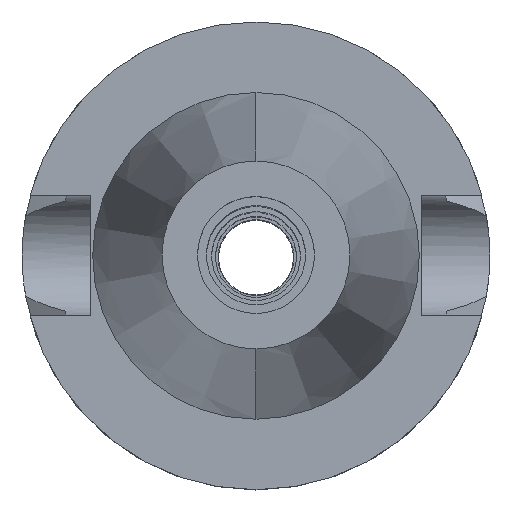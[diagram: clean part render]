
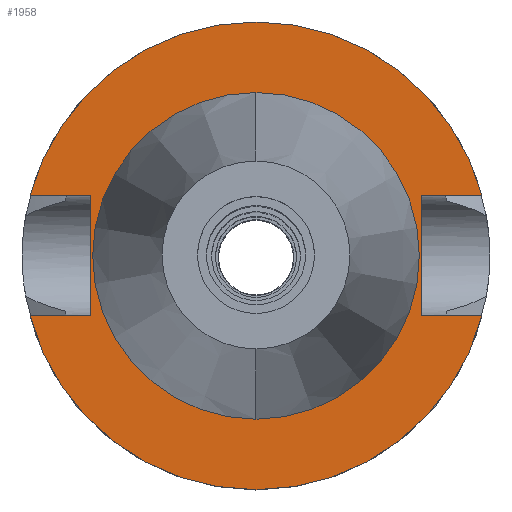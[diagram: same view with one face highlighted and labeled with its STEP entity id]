
A CAD part, top view. The second image highlights one B-rep face of the part: STEP entity #1958.
In plain terms, the highlighted planar face has unit normal (0, 0, 1).
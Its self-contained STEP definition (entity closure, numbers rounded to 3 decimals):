
#734=DIRECTION('',(1.,0.,0.));
#735=VECTOR('',#734,12.921);
#736=CARTESIAN_POINT('',(35.4,12.85,-1.5));
#737=LINE('',#736,#735);
#781=DIRECTION('',(0.,1.,0.));
#782=VECTOR('',#781,25.7);
#783=CARTESIAN_POINT('',(-35.4,-12.85,-1.5));
#784=LINE('',#783,#782);
#788=DIRECTION('',(-1.,0.,0.));
#789=VECTOR('',#788,12.921);
#790=CARTESIAN_POINT('',(-35.4,12.85,-1.5));
#791=LINE('',#790,#789);
#795=CARTESIAN_POINT('',(0.,0.,-1.5));
#796=DIRECTION('',(0.,0.,-1.));
#797=DIRECTION('',(-0.966,0.257,0.));
#798=AXIS2_PLACEMENT_3D('',#795,#796,#797);
#803=CARTESIAN_POINT('',(0.,0.,-1.5));
#804=DIRECTION('',(0.,0.,-1.));
#805=DIRECTION('',(0.,1.,0.));
#806=AXIS2_PLACEMENT_3D('',#803,#804,#805);
#811=DIRECTION('',(0.,-1.,0.));
#812=VECTOR('',#811,25.7);
#813=CARTESIAN_POINT('',(35.4,12.85,-1.5));
#814=LINE('',#813,#812);
#818=DIRECTION('',(1.,0.,0.));
#819=VECTOR('',#818,12.921);
#820=CARTESIAN_POINT('',(35.4,-12.85,-1.5));
#821=LINE('',#820,#819);
#825=CARTESIAN_POINT('',(0.,0.,-1.5));
#826=DIRECTION('',(0.,0.,-1.));
#827=DIRECTION('',(0.966,-0.257,0.));
#828=AXIS2_PLACEMENT_3D('',#825,#826,#827);
#833=CARTESIAN_POINT('',(0.,0.,-1.5));
#834=DIRECTION('',(0.,0.,-1.));
#835=DIRECTION('',(0.,-1.,0.));
#836=AXIS2_PLACEMENT_3D('',#833,#834,#835);
#841=CARTESIAN_POINT('',(0.,0.,-1.5));
#842=DIRECTION('',(0.,0.,1.));
#843=DIRECTION('',(0.,-1.,0.));
#844=AXIS2_PLACEMENT_3D('',#841,#842,#843);
#849=CARTESIAN_POINT('',(0.,0.,-1.5));
#850=DIRECTION('',(0.,0.,1.));
#851=DIRECTION('',(0.,1.,0.));
#852=AXIS2_PLACEMENT_3D('',#849,#850,#851);
#887=DIRECTION('',(-1.,0.,0.));
#888=VECTOR('',#887,12.921);
#889=CARTESIAN_POINT('',(-35.4,-12.85,-1.5));
#890=LINE('',#889,#888);
#1257=CARTESIAN_POINT('',(-35.4,-12.85,-1.5));
#1258=VERTEX_POINT('',#1257);
#1259=CARTESIAN_POINT('',(-48.321,-12.85,-1.5));
#1260=VERTEX_POINT('',#1259);
#1263=CARTESIAN_POINT('',(-35.4,12.85,-1.5));
#1264=VERTEX_POINT('',#1263);
#1265=CARTESIAN_POINT('',(-48.321,12.85,-1.5));
#1266=VERTEX_POINT('',#1265);
#1267=CARTESIAN_POINT('',(0.,50.,-1.5));
#1268=CARTESIAN_POINT('',(48.321,12.85,-1.5));
#1269=VERTEX_POINT('',#1267);
#1270=VERTEX_POINT('',#1268);
#1271=CARTESIAN_POINT('',(35.4,12.85,-1.5));
#1272=VERTEX_POINT('',#1271);
#1273=CARTESIAN_POINT('',(35.4,-12.85,-1.5));
#1274=VERTEX_POINT('',#1273);
#1275=CARTESIAN_POINT('',(48.321,-12.85,-1.5));
#1276=VERTEX_POINT('',#1275);
#1277=CARTESIAN_POINT('',(0.,-50.,-1.5));
#1278=VERTEX_POINT('',#1277);
#1279=CARTESIAN_POINT('',(0.,-34.925,-1.5));
#1280=CARTESIAN_POINT('',(0.,34.925,-1.5));
#1281=VERTEX_POINT('',#1279);
#1282=VERTEX_POINT('',#1280);
#1927=CARTESIAN_POINT('',(0.,0.,-1.5));
#1928=DIRECTION('',(0.,0.,-1.));
#1929=DIRECTION('',(0.,-1.,0.));
#1930=AXIS2_PLACEMENT_3D('',#1927,#1928,#1929);
#1931=PLANE('',#1930);
#1933=ORIENTED_EDGE('',*,*,#1932,.T.);
#1935=ORIENTED_EDGE('',*,*,#1934,.T.);
#1937=ORIENTED_EDGE('',*,*,#1936,.T.);
#1939=ORIENTED_EDGE('',*,*,#1938,.T.);
#1940=ORIENTED_EDGE('',*,*,#1903,.F.);
#1941=ORIENTED_EDGE('',*,*,#1917,.T.);
#1943=ORIENTED_EDGE('',*,*,#1942,.T.);
#1945=ORIENTED_EDGE('',*,*,#1944,.T.);
#1947=ORIENTED_EDGE('',*,*,#1946,.T.);
#1949=ORIENTED_EDGE('',*,*,#1948,.F.);
#1950=EDGE_LOOP('',(#1933,#1935,#1937,#1939,#1940,#1941,#1943,#1945,#1947,
#1949));
#1951=FACE_OUTER_BOUND('',#1950,.F.);
#1953=ORIENTED_EDGE('',*,*,#1952,.T.);
#1955=ORIENTED_EDGE('',*,*,#1954,.T.);
#1956=EDGE_LOOP('',(#1953,#1955));
#1957=FACE_BOUND('',#1956,.F.);
#799=CIRCLE('',#798,50.);
#807=CIRCLE('',#806,50.);
#829=CIRCLE('',#828,50.);
#837=CIRCLE('',#836,50.);
#845=CIRCLE('',#844,34.925);
#853=CIRCLE('',#852,34.925);
#1903=EDGE_CURVE('',#1272,#1270,#737,.T.);
#1917=EDGE_CURVE('',#1272,#1274,#814,.T.);
#1932=EDGE_CURVE('',#1258,#1264,#784,.T.);
#1934=EDGE_CURVE('',#1264,#1266,#791,.T.);
#1936=EDGE_CURVE('',#1266,#1269,#799,.T.);
#1938=EDGE_CURVE('',#1269,#1270,#807,.T.);
#1942=EDGE_CURVE('',#1274,#1276,#821,.T.);
#1944=EDGE_CURVE('',#1276,#1278,#829,.T.);
#1946=EDGE_CURVE('',#1278,#1260,#837,.T.);
#1948=EDGE_CURVE('',#1258,#1260,#890,.T.);
#1952=EDGE_CURVE('',#1281,#1282,#845,.T.);
#1954=EDGE_CURVE('',#1282,#1281,#853,.T.);
#1958=ADVANCED_FACE('',(#1951,#1957),#1931,.F.);
